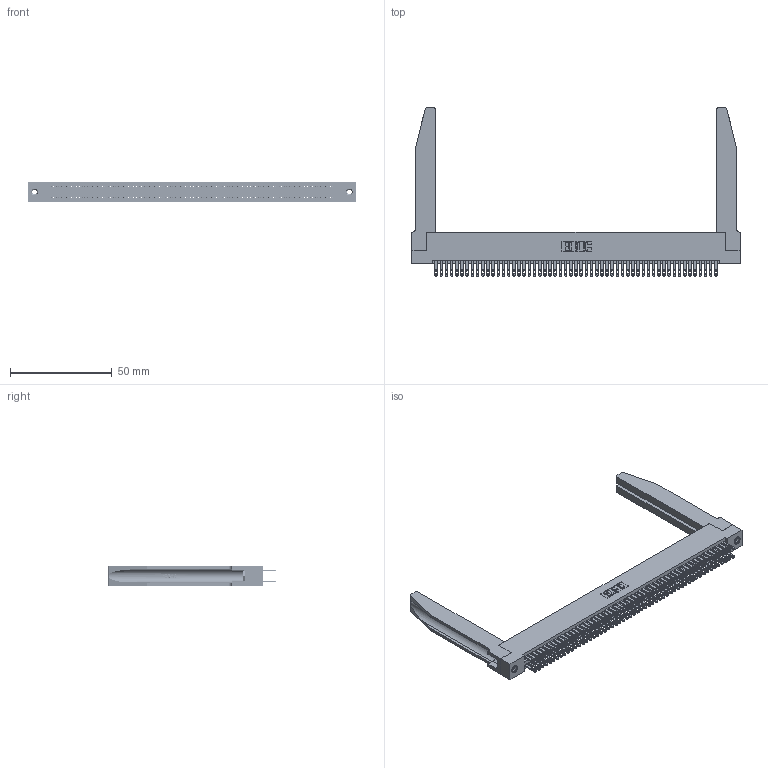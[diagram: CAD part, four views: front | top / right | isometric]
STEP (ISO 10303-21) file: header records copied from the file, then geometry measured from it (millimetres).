
FILE_DESCRIPTION (( 'STEP AP203' ), '1' );
FILE_NAME ('345-110-500-278.STEP', '2019-11-04T15:24:40', ( '' ), ( '' ), 'SwSTEP 2.0', 'SolidWorks 2016', '' );
FILE_SCHEMA (( 'CONFIG_CONTROL_DESIGN' ));
Length unit declared in the file: inch
Products named in the file (5): 345-110-500-278; 345-292-001_345-293-100; 345 Part_Flush Mounting Lugs - 0.156 Dia-TH; 345-220-078_345-220-078; 345-250-001_345-250-001-102
Assembly tree (115 placements, depth 2):
  345-110-500-278
    345 Part_Flush Mounting Lugs - 0.156 Dia-TH
    345-292-001_345-293-100  x110
    345-250-001_345-250-001-102  x2
    345-220-078_345-220-078  x2
Bounding box: 160.93 x 82.47 x 9.4 mm (x, y, z)
Volume: 23860.6 mm3; surface area: 31996.1 mm2
Topology: 115 solids, 115 shells, 5420 faces, 16459 edges, 10962 vertices
Faces by surface type: plane 3192, cylinder 2176, bspline 36, cone 12, torus 4
Entity records: 46074 total; most frequent: CARTESIAN_POINT 8627, ORIENTED_EDGE 7458, DIRECTION 6587, EDGE_CURVE 3729, VECTOR 3279, LINE 3279, VERTEX_POINT 2480, AXIS2_PLACEMENT_3D 1654
